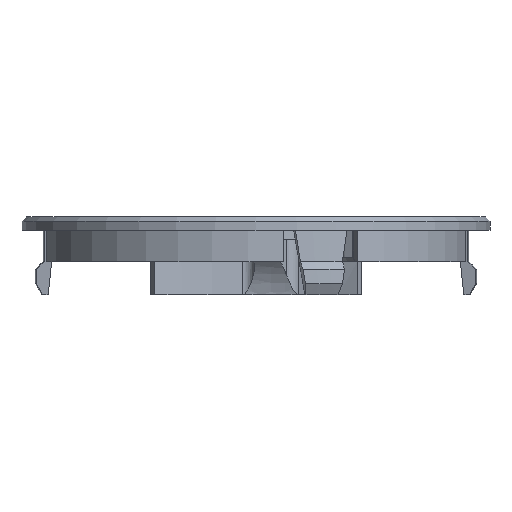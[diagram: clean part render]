
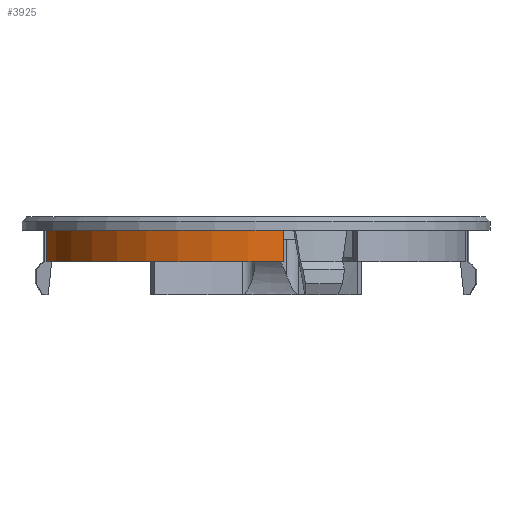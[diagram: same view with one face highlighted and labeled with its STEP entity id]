
A CAD part, front view. The second image highlights one B-rep face of the part: STEP entity #3925.
In plain terms, the highlighted cylindrical face has radius 19.1 mm (diameter 38.2 mm), a partial arc.
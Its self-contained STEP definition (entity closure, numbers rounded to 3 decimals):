
#70 = LINE ( 'NONE', #1530, #726 ) ;
#214 = ORIENTED_EDGE ( 'NONE', *, *, #1617, .F. ) ;
#576 = CYLINDRICAL_SURFACE ( 'NONE', #859, 19.1 ) ;
#601 = EDGE_CURVE ( 'NONE', #3889, #1357, #1013, .T. ) ;
#639 = AXIS2_PLACEMENT_3D ( 'NONE', #1220, #1620, #4533 ) ;
#668 = EDGE_LOOP ( 'NONE', ( #1897, #1981, #3233, #214 ) ) ;
#726 = VECTOR ( 'NONE', #4418, 1000. ) ;
#859 = AXIS2_PLACEMENT_3D ( 'NONE', #3476, #1660, #4569 ) ;
#1013 = CIRCLE ( 'NONE', #639, 19.1 ) ;
#1220 = CARTESIAN_POINT ( 'NONE',  ( 0., 0., 0. ) ) ;
#1222 = DIRECTION ( 'NONE',  ( 1., 0., 0. ) ) ;
#1250 = CARTESIAN_POINT ( 'NONE',  ( -18.78, -3.481, 10.7 ) ) ;
#1286 = CIRCLE ( 'NONE', #3942, 19.1 ) ;
#1329 = VERTEX_POINT ( 'NONE', #3297 ) ;
#1357 = VERTEX_POINT ( 'NONE', #3705 ) ;
#1530 = CARTESIAN_POINT ( 'NONE',  ( 2.493, -18.937, 10.7 ) ) ;
#1532 = DIRECTION ( 'NONE',  ( 0., 0., 1. ) ) ;
#1617 = EDGE_CURVE ( 'NONE', #3755, #1357, #70, .T. ) ;
#1620 = DIRECTION ( 'NONE',  ( 0., 0., 1. ) ) ;
#1660 = DIRECTION ( 'NONE',  ( 0., 0., -1. ) ) ;
#1897 = ORIENTED_EDGE ( 'NONE', *, *, #4486, .F. ) ;
#1981 = ORIENTED_EDGE ( 'NONE', *, *, #4149, .T. ) ;
#1985 = DIRECTION ( 'NONE',  ( 0., 0., -1. ) ) ;
#2315 = CARTESIAN_POINT ( 'NONE',  ( 0., 0., 3. ) ) ;
#2707 = CARTESIAN_POINT ( 'NONE',  ( 2.493, -18.937, 3. ) ) ;
#3204 = VECTOR ( 'NONE', #1985, 1000. ) ;
#3233 = ORIENTED_EDGE ( 'NONE', *, *, #601, .T. ) ;
#3297 = CARTESIAN_POINT ( 'NONE',  ( -18.78, -3.481, 3. ) ) ;
#3476 = CARTESIAN_POINT ( 'NONE',  ( 0., 0., 3. ) ) ;
#3705 = CARTESIAN_POINT ( 'NONE',  ( 2.493, -18.937, 0. ) ) ;
#3755 = VERTEX_POINT ( 'NONE', #2707 ) ;
#3825 = FACE_OUTER_BOUND ( 'NONE', #668, .T. ) ;
#3889 = VERTEX_POINT ( 'NONE', #3919 ) ;
#3919 = CARTESIAN_POINT ( 'NONE',  ( -18.78, -3.481, 0. ) ) ;
#3925 = ADVANCED_FACE ( 'NONE', ( #3825 ), #576, .T. ) ;
#3942 = AXIS2_PLACEMENT_3D ( 'NONE', #2315, #1532, #1222 ) ;
#4149 = EDGE_CURVE ( 'NONE', #1329, #3889, #4515, .T. ) ;
#4418 = DIRECTION ( 'NONE',  ( 0., 0., -1. ) ) ;
#4486 = EDGE_CURVE ( 'NONE', #1329, #3755, #1286, .T. ) ;
#4515 = LINE ( 'NONE', #1250, #3204 ) ;
#4533 = DIRECTION ( 'NONE',  ( 1., 0., 0. ) ) ;
#4569 = DIRECTION ( 'NONE',  ( -1., 0., 0. ) ) ;
